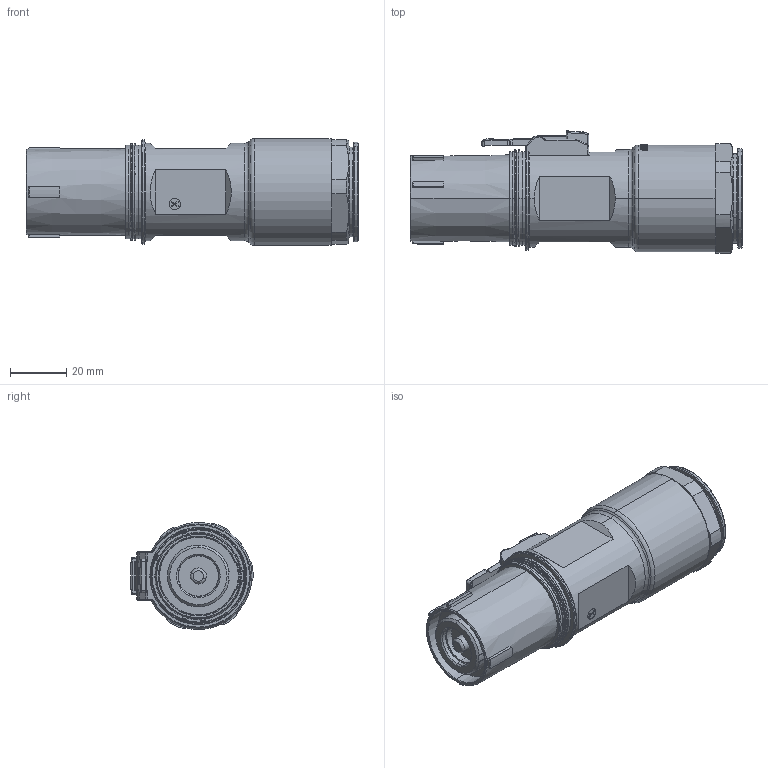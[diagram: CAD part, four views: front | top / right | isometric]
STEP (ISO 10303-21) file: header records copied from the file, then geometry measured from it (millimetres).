
FILE_DESCRIPTION (( 'STEP AP203' ), '1' );
FILE_NAME ('PL18X-501-150.STEP', '2020-10-12T03:33:40', ( '' ), ( '' ), 'SwSTEP 2.0', 'SolidWorks 2018', '' );
FILE_SCHEMA (( 'CONFIG_CONTROL_DESIGN' ));
Length unit declared in the file: millimetre
Products named in the file (1): PL18X-501-150
Bounding box: 118.1 x 43.53 x 38 mm (x, y, z)
Volume: 106774.4 mm3; surface area: 29802.9 mm2
Topology: 1 solids, 46 shells, 861 faces, 1986 edges, 1263 vertices
Faces by surface type: plane 379, bspline 195, cylinder 155, cone 73, torus 57, sphere 2
Entity records: 62572 total; most frequent: CARTESIAN_POINT 44616, ORIENTED_EDGE 3968, DIRECTION 3314, EDGE_CURVE 1984, VERTEX_POINT 1263, AXIS2_PLACEMENT_3D 1233, EDGE_LOOP 923, ADVANCED_FACE 861
